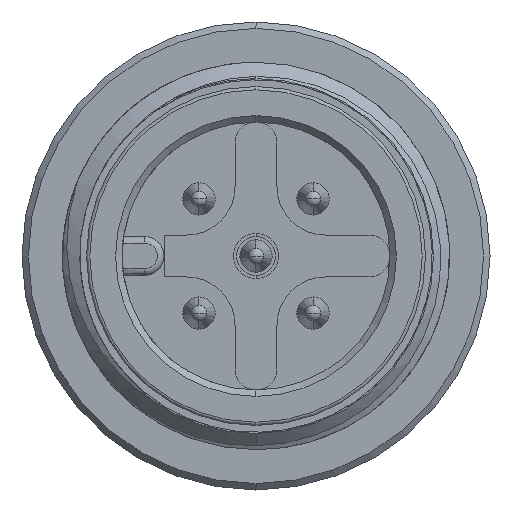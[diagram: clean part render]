
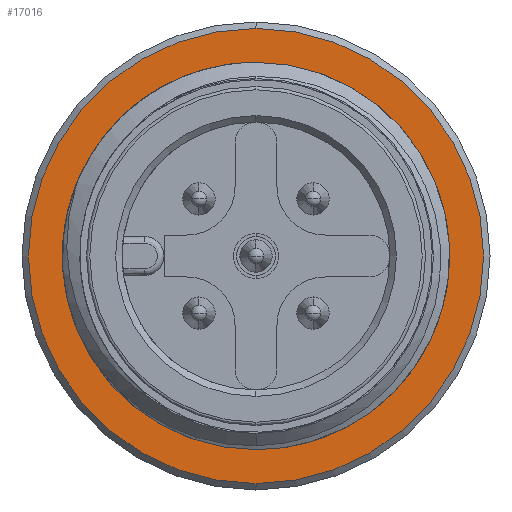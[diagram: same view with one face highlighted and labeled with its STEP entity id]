
A CAD part, left-side view. The second image highlights one B-rep face of the part: STEP entity #17016.
In plain terms, the highlighted planar face has unit normal (-1, 0, 0).
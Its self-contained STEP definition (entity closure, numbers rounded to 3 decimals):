
#228 = DIRECTION ( 'NONE',  ( -1., 0., 0. ) ) ;
#3093 = DIRECTION ( 'NONE',  ( 0., 0., 1. ) ) ;
#3427 = CARTESIAN_POINT ( 'NONE',  ( 7.4, 0., 0. ) ) ;
#4525 = DIRECTION ( 'NONE',  ( -1., 0., 0. ) ) ;
#5005 = VERTEX_POINT ( 'NONE', #26429 ) ;
#5418 = FACE_OUTER_BOUND ( 'NONE', #19236, .T. ) ;
#5506 = CARTESIAN_POINT ( 'NONE',  ( 7.4, 0., 6. ) ) ;
#6061 = AXIS2_PLACEMENT_3D ( 'NONE', #8441, #11304, #3093 ) ;
#6083 = ORIENTED_EDGE ( 'NONE', *, *, #25841, .T. ) ;
#8441 = CARTESIAN_POINT ( 'NONE',  ( 7.4, 0., 0. ) ) ;
#8758 = DIRECTION ( 'NONE',  ( 0., 0., -1. ) ) ;
#8773 = CARTESIAN_POINT ( 'NONE',  ( 7.4, 0., -6. ) ) ;
#9869 = CARTESIAN_POINT ( 'NONE',  ( 7.4, 0., 0. ) ) ;
#10786 = CARTESIAN_POINT ( 'NONE',  ( 7.4, 6., 0. ) ) ;
#10952 = ORIENTED_EDGE ( 'NONE', *, *, #34040, .F. ) ;
#11304 = DIRECTION ( 'NONE',  ( -1., 0., 0. ) ) ;
#11478 = CIRCLE ( 'NONE', #13777, 6. ) ;
#13777 = AXIS2_PLACEMENT_3D ( 'NONE', #14066, #13872, #33192 ) ;
#13872 = DIRECTION ( 'NONE',  ( -1., 0., 0. ) ) ;
#14044 = AXIS2_PLACEMENT_3D ( 'NONE', #9869, #4525, #31676 ) ;
#14066 = CARTESIAN_POINT ( 'NONE',  ( 7.4, 0., 0. ) ) ;
#14174 = EDGE_CURVE ( 'NONE', #27712, #5005, #25630, .T. ) ;
#17016 = ADVANCED_FACE ( 'NONE', ( #5418, #32760 ), #35281, .F. ) ;
#17858 = VERTEX_POINT ( 'NONE', #5506 ) ;
#19236 = EDGE_LOOP ( 'NONE', ( #6083, #30676 ) ) ;
#19352 = DIRECTION ( 'NONE',  ( 0., 0., -1. ) ) ;
#19765 = CIRCLE ( 'NONE', #6061, 6. ) ;
#20419 = EDGE_CURVE ( 'NONE', #17858, #34290, #11478, .T. ) ;
#21853 = AXIS2_PLACEMENT_3D ( 'NONE', #10786, #22062, #19352 ) ;
#22062 = DIRECTION ( 'NONE',  ( 1., 0., 0. ) ) ;
#25042 = EDGE_LOOP ( 'NONE', ( #30198, #10952 ) ) ;
#25630 = CIRCLE ( 'NONE', #30155, 7.05 ) ;
#25841 = EDGE_CURVE ( 'NONE', #5005, #27712, #30594, .T. ) ;
#26429 = CARTESIAN_POINT ( 'NONE',  ( 7.4, 0., -7.05 ) ) ;
#27712 = VERTEX_POINT ( 'NONE', #34121 ) ;
#30155 = AXIS2_PLACEMENT_3D ( 'NONE', #3427, #228, #8758 ) ;
#30198 = ORIENTED_EDGE ( 'NONE', *, *, #20419, .F. ) ;
#30594 = CIRCLE ( 'NONE', #14044, 7.05 ) ;
#30676 = ORIENTED_EDGE ( 'NONE', *, *, #14174, .T. ) ;
#31676 = DIRECTION ( 'NONE',  ( 0., 0., -1. ) ) ;
#32760 = FACE_BOUND ( 'NONE', #25042, .T. ) ;
#33192 = DIRECTION ( 'NONE',  ( 0., 0., 1. ) ) ;
#34040 = EDGE_CURVE ( 'NONE', #34290, #17858, #19765, .T. ) ;
#34121 = CARTESIAN_POINT ( 'NONE',  ( 7.4, 0., 7.05 ) ) ;
#34290 = VERTEX_POINT ( 'NONE', #8773 ) ;
#35281 = PLANE ( 'NONE',  #21853 ) ;
